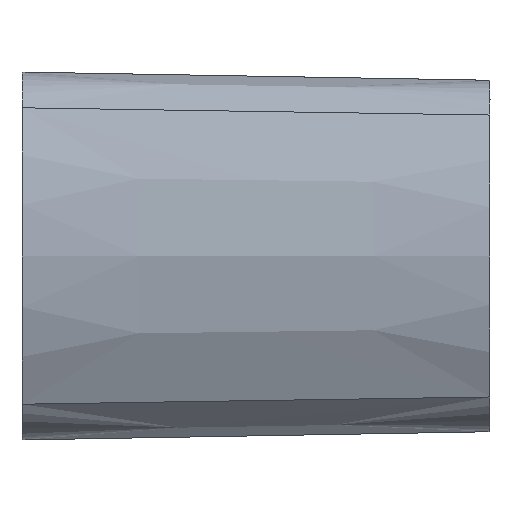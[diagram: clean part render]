
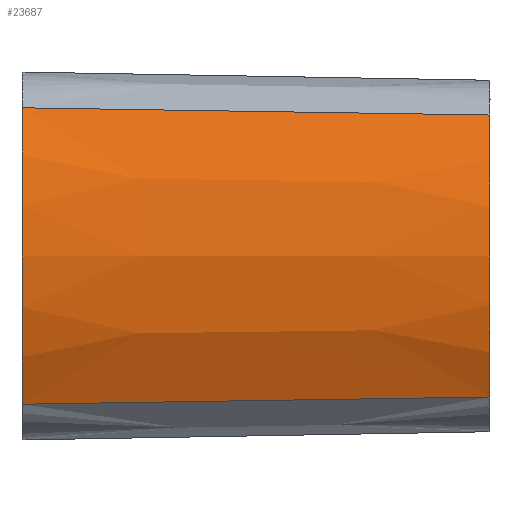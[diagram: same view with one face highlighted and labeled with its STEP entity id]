
A CAD part, left-side view. The second image highlights one B-rep face of the part: STEP entity #23687.
In plain terms, the highlighted conical face has half-angle 3 degrees and reference radius 190.357 mm.
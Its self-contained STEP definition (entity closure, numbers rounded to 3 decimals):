
#338 = CIRCLE ( 'NONE', #25279, 175.683 ) ;
#1060 = DIRECTION ( 'NONE',  ( 0., 1., 0. ) ) ;
#1154 = ORIENTED_EDGE ( 'NONE', *, *, #29538, .T. ) ;
#1597 = EDGE_CURVE ( 'NONE', #23947, #16330, #13716, .T. ) ;
#1632 = B_SPLINE_CURVE_WITH_KNOTS ( 'NONE', 3,
 ( #26536, #11989, #34696, #12173 ),
 .UNSPECIFIED., .F., .F.,
 ( 4, 4 ),
 ( 0., 0.28 ),
 .UNSPECIFIED. ) ;
#1749 = ORIENTED_EDGE ( 'NONE', *, *, #17632, .T. ) ;
#3523 = EDGE_LOOP ( 'NONE', ( #1154, #32952, #1749, #24604, #10878, #25706 ) ) ;
#4373 = CARTESIAN_POINT ( 'NONE',  ( -188.772, -280., -84.313 ) ) ;
#4547 = DIRECTION ( 'NONE',  ( 0., 1., 0. ) ) ;
#4896 = CARTESIAN_POINT ( 'NONE',  ( -193.57, -186.703, -85.731 ) ) ;
#5045 = EDGE_CURVE ( 'NONE', #24599, #9045, #12812, .T. ) ;
#7272 = CONICAL_SURFACE ( 'NONE', #11870, 190.357, 0.052 ) ;
#8875 = CARTESIAN_POINT ( 'NONE',  ( -203.104, -0.107, -88.627 ) ) ;
#9045 = VERTEX_POINT ( 'NONE', #13876 ) ;
#9520 = AXIS2_PLACEMENT_3D ( 'NONE', #32169, #32349, #26892 ) ;
#10878 = ORIENTED_EDGE ( 'NONE', *, *, #33549, .T. ) ;
#11366 = CARTESIAN_POINT ( 'NONE',  ( -188.772, -280., -84.313 ) ) ;
#11870 = AXIS2_PLACEMENT_3D ( 'NONE', #18344, #4547, #12524 ) ;
#11989 = CARTESIAN_POINT ( 'NONE',  ( -193.57, -186.703, 85.731 ) ) ;
#12173 = CARTESIAN_POINT ( 'NONE',  ( -203.104, -0.107, 88.627 ) ) ;
#12524 = DIRECTION ( 'NONE',  ( 0., 0., 1. ) ) ;
#12812 = B_SPLINE_CURVE_WITH_KNOTS ( 'NONE', 3,
 ( #19392, #35541, #24854, #19217 ),
 .UNSPECIFIED., .F., .F.,
 ( 4, 4 ),
 ( 0., 0. ),
 .UNSPECIFIED. ) ;
#13716 = B_SPLINE_CURVE_WITH_KNOTS ( 'NONE', 3,
 ( #27778, #35233, #8875, #19602 ),
 .UNSPECIFIED., .F., .F.,
 ( 4, 4 ),
 ( 0., 0. ),
 .UNSPECIFIED. ) ;
#13876 = CARTESIAN_POINT ( 'NONE',  ( -203.104, -0.107, 88.626 ) ) ;
#14863 = CARTESIAN_POINT ( 'NONE',  ( -188.772, -280., 84.313 ) ) ;
#16330 = VERTEX_POINT ( 'NONE', #30764 ) ;
#17402 = DIRECTION ( 'NONE',  ( 0., 0., 1. ) ) ;
#17632 = EDGE_CURVE ( 'NONE', #9045, #23947, #18259, .T. ) ;
#18259 = CIRCLE ( 'NONE', #9520, 190.352 ) ;
#18344 = CARTESIAN_POINT ( 'NONE',  ( -34.643, 0., 0. ) ) ;
#19217 = CARTESIAN_POINT ( 'NONE',  ( -203.104, -0.107, 88.626 ) ) ;
#19392 = CARTESIAN_POINT ( 'NONE',  ( -203.104, -0.107, 88.627 ) ) ;
#19602 = CARTESIAN_POINT ( 'NONE',  ( -203.104, -0.107, -88.627 ) ) ;
#22706 = CARTESIAN_POINT ( 'NONE',  ( -203.104, -0.107, -88.626 ) ) ;
#23215 = B_SPLINE_CURVE_WITH_KNOTS ( 'NONE', 3,
 ( #35216, #32673, #4896, #4373 ),
 .UNSPECIFIED., .F., .F.,
 ( 4, 4 ),
 ( 0., 0.28 ),
 .UNSPECIFIED. ) ;
#23687 = ADVANCED_FACE ( 'NONE', ( #35379 ), #7272, .T. ) ;
#23947 = VERTEX_POINT ( 'NONE', #22706 ) ;
#24599 = VERTEX_POINT ( 'NONE', #25222 ) ;
#24604 = ORIENTED_EDGE ( 'NONE', *, *, #1597, .T. ) ;
#24854 = CARTESIAN_POINT ( 'NONE',  ( -203.104, -0.107, 88.626 ) ) ;
#25222 = CARTESIAN_POINT ( 'NONE',  ( -203.104, -0.107, 88.627 ) ) ;
#25279 = AXIS2_PLACEMENT_3D ( 'NONE', #25933, #1060, #17402 ) ;
#25706 = ORIENTED_EDGE ( 'NONE', *, *, #26546, .T. ) ;
#25933 = CARTESIAN_POINT ( 'NONE',  ( -34.643, -280., 0. ) ) ;
#26454 = VERTEX_POINT ( 'NONE', #14863 ) ;
#26536 = CARTESIAN_POINT ( 'NONE',  ( -188.772, -280., 84.313 ) ) ;
#26546 = EDGE_CURVE ( 'NONE', #35477, #26454, #338, .T. ) ;
#26892 = DIRECTION ( 'NONE',  ( 0., 0., 1. ) ) ;
#27778 = CARTESIAN_POINT ( 'NONE',  ( -203.104, -0.107, -88.626 ) ) ;
#29538 = EDGE_CURVE ( 'NONE', #26454, #24599, #1632, .T. ) ;
#30764 = CARTESIAN_POINT ( 'NONE',  ( -203.104, -0.107, -88.627 ) ) ;
#32169 = CARTESIAN_POINT ( 'NONE',  ( -34.643, -0.107, 0. ) ) ;
#32349 = DIRECTION ( 'NONE',  ( 0., -1., 0. ) ) ;
#32673 = CARTESIAN_POINT ( 'NONE',  ( -198.345, -93.405, -87.17 ) ) ;
#32952 = ORIENTED_EDGE ( 'NONE', *, *, #5045, .T. ) ;
#33549 = EDGE_CURVE ( 'NONE', #16330, #35477, #23215, .T. ) ;
#34696 = CARTESIAN_POINT ( 'NONE',  ( -198.345, -93.405, 87.17 ) ) ;
#35216 = CARTESIAN_POINT ( 'NONE',  ( -203.104, -0.107, -88.627 ) ) ;
#35233 = CARTESIAN_POINT ( 'NONE',  ( -203.104, -0.107, -88.626 ) ) ;
#35379 = FACE_OUTER_BOUND ( 'NONE', #3523, .T. ) ;
#35477 = VERTEX_POINT ( 'NONE', #11366 ) ;
#35541 = CARTESIAN_POINT ( 'NONE',  ( -203.104, -0.107, 88.627 ) ) ;
